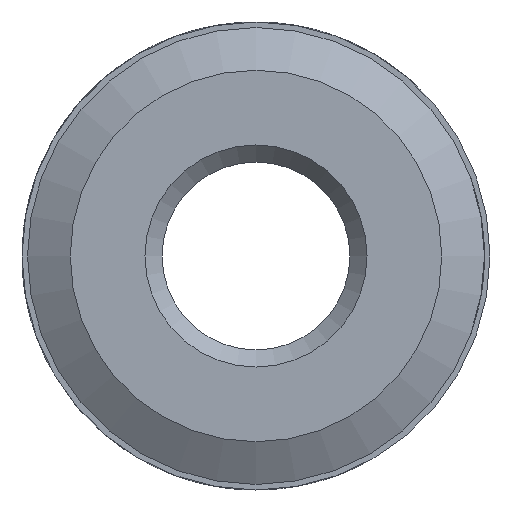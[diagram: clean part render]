
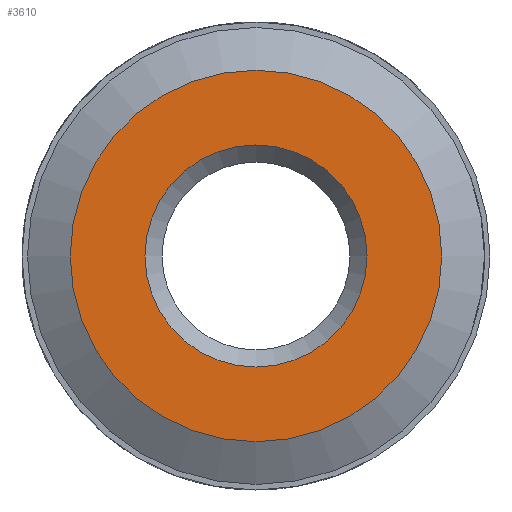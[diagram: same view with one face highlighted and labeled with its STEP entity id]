
A CAD part, left-side view. The second image highlights one B-rep face of the part: STEP entity #3610.
In plain terms, the highlighted planar face has unit normal (-1, 0, 0).
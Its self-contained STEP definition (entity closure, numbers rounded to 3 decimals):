
#76=FACE_BOUND('',#708,.T.);
#163=PLANE('',#3865);
#452=FACE_OUTER_BOUND('',#707,.T.);
#707=EDGE_LOOP('',(#3353));
#708=EDGE_LOOP('',(#3354));
#827=CIRCLE('',#3864,1.3);
#828=CIRCLE('',#3866,2.175);
#1810=VERTEX_POINT('',#8187);
#1811=VERTEX_POINT('',#8190);
#2324=EDGE_CURVE('',#1810,#1810,#827,.T.);
#2325=EDGE_CURVE('',#1811,#1811,#828,.T.);
#3353=ORIENTED_EDGE('',*,*,#2325,.F.);
#3354=ORIENTED_EDGE('',*,*,#2324,.T.);
#3610=ADVANCED_FACE('',(#452,#76),#163,.T.);
#3864=AXIS2_PLACEMENT_3D('',#8188,#4594,#4595);
#3865=AXIS2_PLACEMENT_3D('',#8189,#4596,#4597);
#3866=AXIS2_PLACEMENT_3D('',#8191,#4598,#4599);
#4594=DIRECTION('center_axis',(1.,0.,0.));
#4595=DIRECTION('ref_axis',(0.,0.,-1.));
#4596=DIRECTION('center_axis',(-1.,0.,0.));
#4597=DIRECTION('ref_axis',(0.,0.,1.));
#4598=DIRECTION('center_axis',(1.,0.,0.));
#4599=DIRECTION('ref_axis',(0.,0.,-1.));
#8187=CARTESIAN_POINT('',(-1.45,1.3,0.));
#8188=CARTESIAN_POINT('Origin',(-1.45,0.,0.));
#8189=CARTESIAN_POINT('Origin',(-1.45,2.175,0.));
#8190=CARTESIAN_POINT('',(-1.45,2.175,0.));
#8191=CARTESIAN_POINT('Origin',(-1.45,0.,0.));
